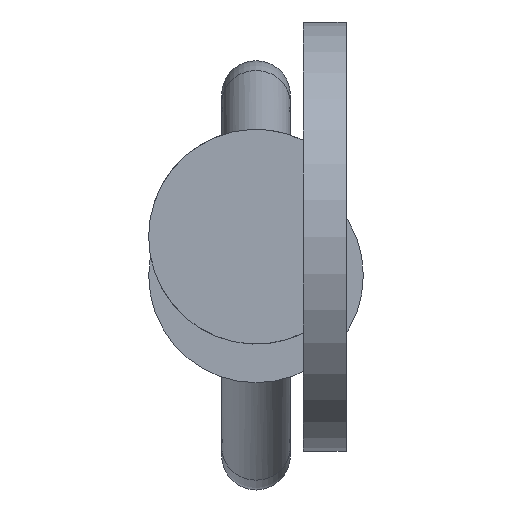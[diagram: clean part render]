
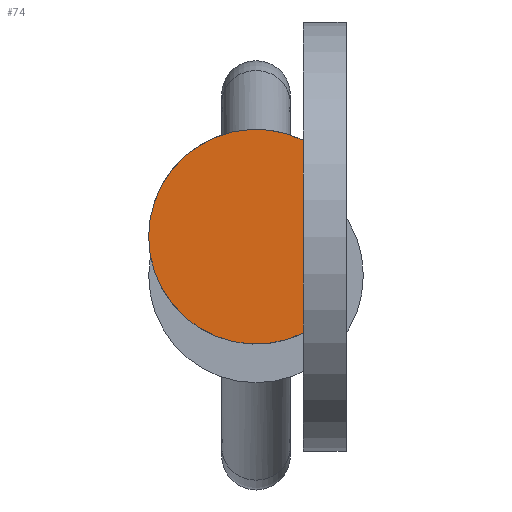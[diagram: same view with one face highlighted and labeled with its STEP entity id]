
A CAD part, left-side view. The second image highlights one B-rep face of the part: STEP entity #74.
In plain terms, the highlighted planar face has unit normal (-1, 0, 0).
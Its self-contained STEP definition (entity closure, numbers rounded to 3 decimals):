
#74 = ADVANCED_FACE( '', ( #155 ), #156, .F. );
#155 = FACE_OUTER_BOUND( '', #235, .T. );
#156 = PLANE( '', #236 );
#235 = EDGE_LOOP( '', ( #382, #383 ) );
#236 = AXIS2_PLACEMENT_3D( '', #384, #385, #386 );
#382 = ORIENTED_EDGE( '', *, *, #451, .F. );
#383 = ORIENTED_EDGE( '', *, *, #415, .F. );
#384 = CARTESIAN_POINT( '', ( 8., -1.1, -1.02 ) );
#385 = DIRECTION( '', ( 1., 0., 0. ) );
#386 = DIRECTION( '', ( 0., 0., -1. ) );
#415 = EDGE_CURVE( '', #476, #478, #479, .T. );
#451 = EDGE_CURVE( '', #478, #476, #533, .T. );
#476 = VERTEX_POINT( '', #563 );
#478 = VERTEX_POINT( '', #565 );
#479 = CIRCLE( '', #566, 2.5 );
#533 = LINE( '', #634, #635 );
#563 = CARTESIAN_POINT( '', ( 8., -1.1, -2.245 ) );
#565 = CARTESIAN_POINT( '', ( 8., -1.1, 2.245 ) );
#566 = AXIS2_PLACEMENT_3D( '', #667, #668, #669 );
#634 = CARTESIAN_POINT( '', ( 8., -1.1, 2.5 ) );
#635 = VECTOR( '', #720, 1000. );
#667 = CARTESIAN_POINT( '', ( 8., 0., 0. ) );
#668 = DIRECTION( '', ( 1., 0., 0. ) );
#669 = DIRECTION( '', ( 0., 0., -1. ) );
#720 = DIRECTION( '', ( 0., 0., -1. ) );
